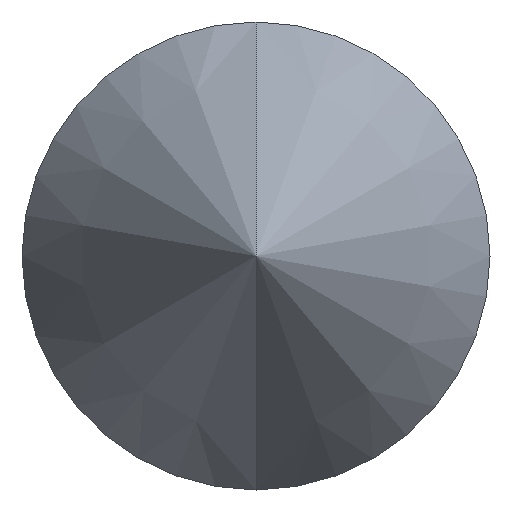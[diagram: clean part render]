
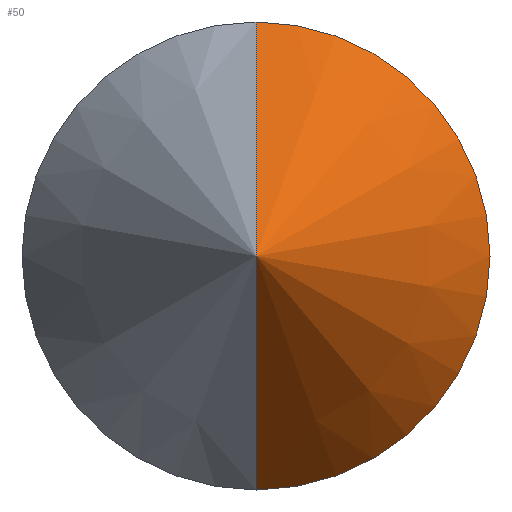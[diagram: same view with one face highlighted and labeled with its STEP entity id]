
A CAD part, front view. The second image highlights one B-rep face of the part: STEP entity #50.
In plain terms, the highlighted conical face has half-angle 30 degrees and reference radius 577.35 mm.
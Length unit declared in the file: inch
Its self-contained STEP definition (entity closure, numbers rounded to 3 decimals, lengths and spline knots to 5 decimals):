
#13 = DIRECTION ( 'NONE',  ( 0., -1., 0. ) ) ;
#19 = ORIENTED_EDGE ( 'NONE', *, *, #120, .T. ) ;
#34 = ORIENTED_EDGE ( 'NONE', *, *, #229, .F. ) ;
#44 = CIRCLE ( 'NONE', #136, 0.0625 ) ;
#46 = DIRECTION ( 'NONE',  ( 0., 1., 0. ) ) ;
#49 = VERTEX_POINT ( 'NONE', #158 ) ;
#50 = ADVANCED_FACE ( 'NONE', ( #53 ), #142, .T. ) ;
#53 = FACE_OUTER_BOUND ( 'NONE', #109, .T. ) ;
#54 = DIRECTION ( 'NONE',  ( 0., 0., -1. ) ) ;
#58 = AXIS2_PLACEMENT_3D ( 'NONE', #176, #46, #131 ) ;
#73 = VECTOR ( 'NONE', #123, 39.37008 ) ;
#77 = VECTOR ( 'NONE', #148, 39.37008 ) ;
#78 = VERTEX_POINT ( 'NONE', #230 ) ;
#87 = LINE ( 'NONE', #181, #73 ) ;
#109 = EDGE_LOOP ( 'NONE', ( #34, #135, #19 ) ) ;
#120 = EDGE_CURVE ( 'NONE', #49, #78, #44, .T. ) ;
#123 = DIRECTION ( 'NONE',  ( 0., 0.866, -0.5 ) ) ;
#131 = DIRECTION ( 'NONE',  ( 0., 0., 1. ) ) ;
#134 = CARTESIAN_POINT ( 'NONE',  ( 0., 0., 0. ) ) ;
#135 = ORIENTED_EDGE ( 'NONE', *, *, #170, .T. ) ;
#136 = AXIS2_PLACEMENT_3D ( 'NONE', #217, #13, #54 ) ;
#142 = CONICAL_SURFACE ( 'NONE', #58, 22.73033, 0.524 ) ;
#148 = DIRECTION ( 'NONE',  ( 0., 0.866, 0.5 ) ) ;
#158 = CARTESIAN_POINT ( 'NONE',  ( 0., 0.10825, -0.0625 ) ) ;
#170 = EDGE_CURVE ( 'NONE', #211, #49, #87, .T. ) ;
#176 = CARTESIAN_POINT ( 'NONE',  ( 0., 39.37008, 0. ) ) ;
#181 = CARTESIAN_POINT ( 'NONE',  ( 0., 0., 0. ) ) ;
#188 = CARTESIAN_POINT ( 'NONE',  ( 0., 0., 0. ) ) ;
#207 = LINE ( 'NONE', #188, #77 ) ;
#211 = VERTEX_POINT ( 'NONE', #134 ) ;
#217 = CARTESIAN_POINT ( 'NONE',  ( 0., 0.10825, 0. ) ) ;
#229 = EDGE_CURVE ( 'NONE', #211, #78, #207, .T. ) ;
#230 = CARTESIAN_POINT ( 'NONE',  ( 0., 0.10825, 0.0625 ) ) ;
